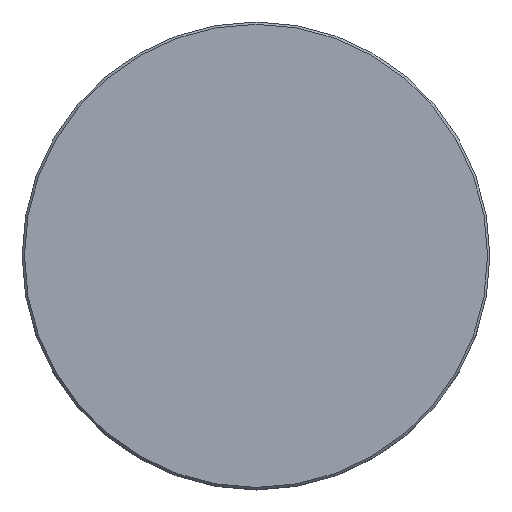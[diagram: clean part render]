
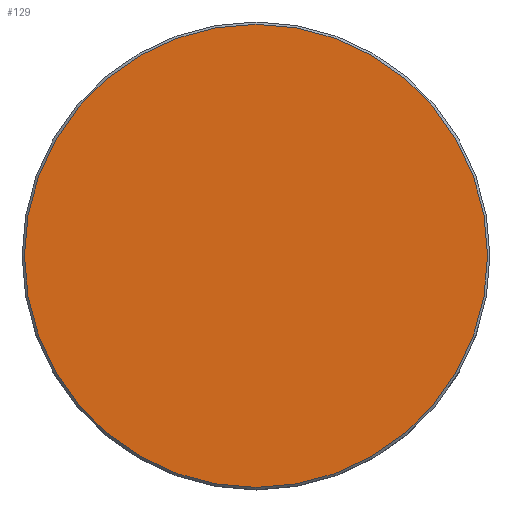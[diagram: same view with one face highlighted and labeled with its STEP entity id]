
A CAD part, top view. The second image highlights one B-rep face of the part: STEP entity #129.
In plain terms, the highlighted planar face has unit normal (0, 0, 1).
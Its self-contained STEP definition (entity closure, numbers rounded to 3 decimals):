
#42=ORIENTED_EDGE('',*,*,#56,.T.);
#56=EDGE_CURVE('',#66,#66,#76,.F.);
#66=VERTEX_POINT('',#239);
#76=CIRCLE('',#163,19.85);
#92=EDGE_LOOP('',(#42));
#112=FACE_BOUND('',#92,.T.);
#120=PLANE('',#162);
#129=ADVANCED_FACE('',(#112),#120,.F.);
#162=AXIS2_PLACEMENT_3D('',#237,#202,#203);
#163=AXIS2_PLACEMENT_3D('',#238,#204,#205);
#202=DIRECTION('',(0.,0.,-1.));
#203=DIRECTION('',(-1.,0.,0.));
#204=DIRECTION('',(0.,0.,-1.));
#205=DIRECTION('',(-1.,0.,0.));
#237=CARTESIAN_POINT('',(0.,0.,12.5));
#238=CARTESIAN_POINT('',(0.,0.,12.5));
#239=CARTESIAN_POINT('',(-19.85,0.,12.5));
